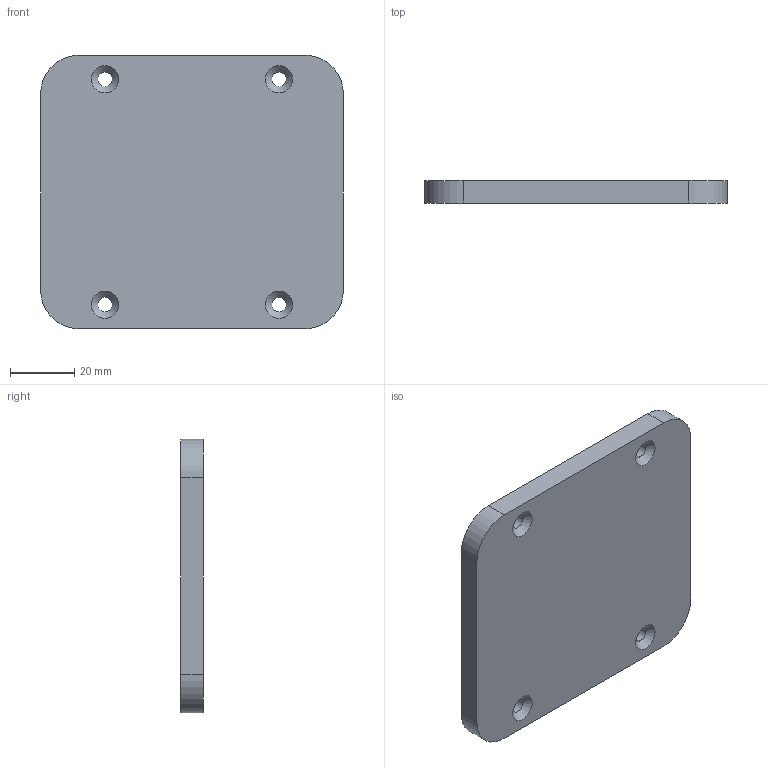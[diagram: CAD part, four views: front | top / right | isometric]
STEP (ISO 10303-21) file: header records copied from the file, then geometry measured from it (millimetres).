
FILE_DESCRIPTION(/* description */ (''),/* implementation_level */ '2;1');
FILE_NAME(/* name */ 'Banapassport Bottom Case v4.step',/* time_stamp */ '2022-09-19T13:10:52+02:00',/* author */ (''),/* organization */ (''),/* preprocessor_version */ 'ST-DEVELOPER v19',/* originating_system */ 'Autodesk Translation Framework v11.7.0.108',/* authorisation */ '');
FILE_SCHEMA (('AUTOMOTIVE_DESIGN { 1 0 10303 214 3 1 1 }'));
Length unit declared in the file: millimetre
Products named in the file (1): Banapassport Bottom Case
Bounding box: 94 x 7 x 85 mm (x, y, z)
Volume: 15792.3 mm3; surface area: 20460.9 mm2
Topology: 1 solids, 1 shells, 52 faces, 149 edges, 99 vertices
Faces by surface type: plane 28, cylinder 20, cone 4
Full cylindrical faces by diameter (mm): 4.5 x4
Entity records: 1761 total; most frequent: DIRECTION 302, CARTESIAN_POINT 301, ORIENTED_EDGE 298, EDGE_CURVE 149, LINE 102, VECTOR 102, AXIS2_PLACEMENT_3D 100, VERTEX_POINT 99
